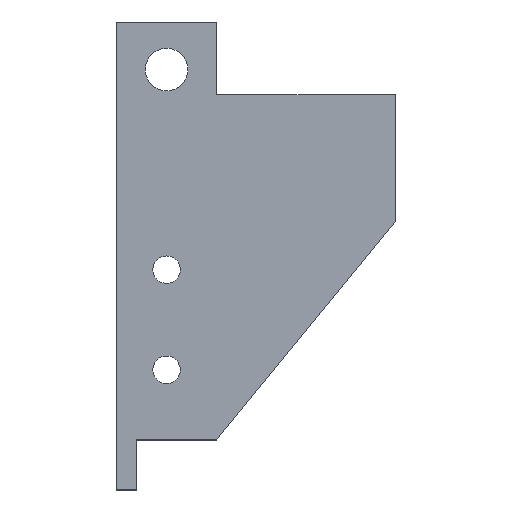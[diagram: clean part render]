
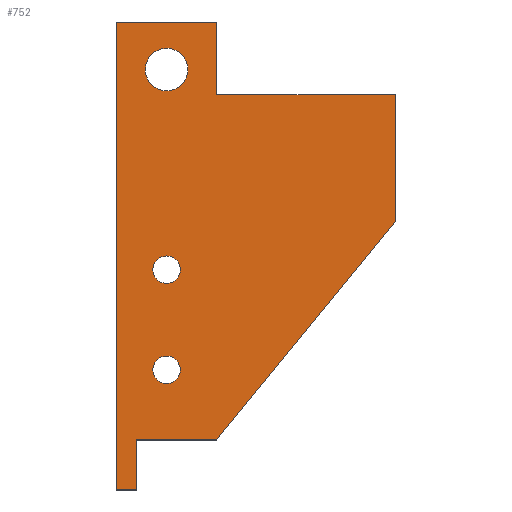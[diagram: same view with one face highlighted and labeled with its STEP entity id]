
A CAD part, top view. The second image highlights one B-rep face of the part: STEP entity #752.
In plain terms, the highlighted planar face has unit normal (0, 0, 1).
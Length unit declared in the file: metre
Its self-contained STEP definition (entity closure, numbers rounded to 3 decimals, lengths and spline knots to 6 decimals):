
#17=CIRCLE('',#804,0.00275);
#18=CIRCLE('',#805,0.00425);
#19=CIRCLE('',#806,0.00275);
#43=ORIENTED_EDGE('',*,*,#253,.F.);
#44=ORIENTED_EDGE('',*,*,#248,.F.);
#45=ORIENTED_EDGE('',*,*,#254,.T.);
#46=ORIENTED_EDGE('',*,*,#255,.F.);
#47=ORIENTED_EDGE('',*,*,#256,.T.);
#48=ORIENTED_EDGE('',*,*,#257,.F.);
#49=ORIENTED_EDGE('',*,*,#258,.F.);
#50=ORIENTED_EDGE('',*,*,#259,.T.);
#51=ORIENTED_EDGE('',*,*,#251,.T.);
#52=ORIENTED_EDGE('',*,*,#260,.T.);
#53=ORIENTED_EDGE('',*,*,#261,.T.);
#54=ORIENTED_EDGE('',*,*,#262,.T.);
#248=EDGE_CURVE('',#353,#347,#426,.T.);
#251=EDGE_CURVE('',#357,#356,#429,.T.);
#253=EDGE_CURVE('',#347,#356,#431,.T.);
#254=EDGE_CURVE('',#353,#358,#432,.T.);
#255=EDGE_CURVE('',#359,#358,#433,.T.);
#256=EDGE_CURVE('',#359,#360,#434,.T.);
#257=EDGE_CURVE('',#361,#360,#435,.T.);
#258=EDGE_CURVE('',#362,#361,#436,.T.);
#259=EDGE_CURVE('',#362,#357,#437,.T.);
#260=EDGE_CURVE('',#363,#363,#17,.T.);
#261=EDGE_CURVE('',#364,#364,#18,.T.);
#262=EDGE_CURVE('',#365,#365,#19,.T.);
#347=VERTEX_POINT('',#1054);
#353=VERTEX_POINT('',#1066);
#356=VERTEX_POINT('',#1073);
#357=VERTEX_POINT('',#1075);
#358=VERTEX_POINT('',#1080);
#359=VERTEX_POINT('',#1082);
#360=VERTEX_POINT('',#1084);
#361=VERTEX_POINT('',#1086);
#362=VERTEX_POINT('',#1088);
#363=VERTEX_POINT('',#1091);
#364=VERTEX_POINT('',#1093);
#365=VERTEX_POINT('',#1095);
#426=LINE('',#1067,#521);
#429=LINE('',#1074,#524);
#431=LINE('',#1078,#526);
#432=LINE('',#1079,#527);
#433=LINE('',#1081,#528);
#434=LINE('',#1083,#529);
#435=LINE('',#1085,#530);
#436=LINE('',#1087,#531);
#437=LINE('',#1089,#532);
#521=VECTOR('',#864,1.);
#524=VECTOR('',#869,1.);
#526=VECTOR('',#873,1.);
#527=VECTOR('',#874,1.);
#528=VECTOR('',#875,1.);
#529=VECTOR('',#876,1.);
#530=VECTOR('',#877,1.);
#531=VECTOR('',#878,1.);
#532=VECTOR('',#879,1.);
#608=EDGE_LOOP('',(#43,#44,#45,#46,#47,#48,#49,#50,#51));
#609=EDGE_LOOP('',(#52));
#610=EDGE_LOOP('',(#53));
#611=EDGE_LOOP('',(#54));
#664=FACE_BOUND('',#608,.T.);
#665=FACE_BOUND('',#609,.T.);
#666=FACE_BOUND('',#610,.T.);
#667=FACE_BOUND('',#611,.T.);
#719=PLANE('',#803);
#752=ADVANCED_FACE('',(#664,#665,#666,#667),#719,.T.);
#803=AXIS2_PLACEMENT_3D('',#1077,#871,#872);
#804=AXIS2_PLACEMENT_3D('',#1090,#880,#881);
#805=AXIS2_PLACEMENT_3D('',#1092,#882,#883);
#806=AXIS2_PLACEMENT_3D('',#1094,#884,#885);
#864=DIRECTION('',(1.,0.,0.));
#869=DIRECTION('',(0.634,0.773,0.));
#871=DIRECTION('',(0.,0.,1.));
#872=DIRECTION('',(-1.,0.,0.));
#873=DIRECTION('',(0.,-1.,0.));
#874=DIRECTION('',(0.,1.,0.));
#875=DIRECTION('',(1.,0.,0.));
#876=DIRECTION('',(0.,-1.,0.));
#877=DIRECTION('',(-1.,0.,0.));
#878=DIRECTION('',(0.,-1.,0.));
#879=DIRECTION('',(1.,0.,0.));
#880=DIRECTION('',(0.,0.,-1.));
#881=DIRECTION('',(-1.,0.,0.));
#882=DIRECTION('',(0.,0.,-1.));
#883=DIRECTION('',(-1.,0.,0.));
#884=DIRECTION('',(0.,0.,-1.));
#885=DIRECTION('',(-1.,0.,0.));
#1054=CARTESIAN_POINT('',(0.06575,0.035,0.006));
#1066=CARTESIAN_POINT('',(0.03,0.035,0.006));
#1067=CARTESIAN_POINT('',(0.055,0.035,0.006));
#1073=CARTESIAN_POINT('',(0.06575,0.009615,0.006));
#1074=CARTESIAN_POINT('',(0.055,-0.0035,0.006));
#1075=CARTESIAN_POINT('',(0.03,-0.034,0.006));
#1077=CARTESIAN_POINT('',(0.02,0.02,0.006));
#1078=CARTESIAN_POINT('',(0.06575,0.022308,0.006));
#1079=CARTESIAN_POINT('',(0.03,0.03,0.006));
#1080=CARTESIAN_POINT('',(0.03,0.0495,0.006));
#1081=CARTESIAN_POINT('',(0.02,0.0495,0.006));
#1082=CARTESIAN_POINT('',(0.01,0.0495,0.006));
#1083=CARTESIAN_POINT('',(0.01,0.03,0.006));
#1084=CARTESIAN_POINT('',(0.01,-0.044,0.006));
#1085=CARTESIAN_POINT('',(0.014,-0.044,0.006));
#1086=CARTESIAN_POINT('',(0.014,-0.044,0.006));
#1087=CARTESIAN_POINT('',(0.014,0.03,0.006));
#1088=CARTESIAN_POINT('',(0.014,-0.034,0.006));
#1089=CARTESIAN_POINT('',(0.02,-0.034,0.006));
#1090=CARTESIAN_POINT('',(0.02,-0.02,0.006));
#1091=CARTESIAN_POINT('',(0.01725,-0.02,0.006));
#1092=CARTESIAN_POINT('',(0.02,0.04,0.006));
#1093=CARTESIAN_POINT('',(0.01575,0.04,0.006));
#1094=CARTESIAN_POINT('',(0.02,0.,0.006));
#1095=CARTESIAN_POINT('',(0.01725,0.,0.006));
